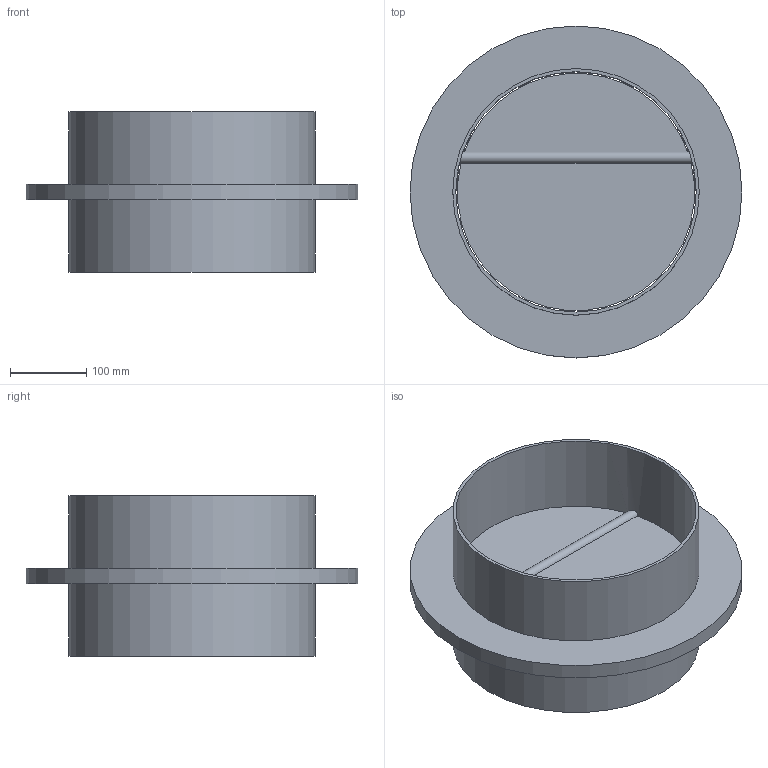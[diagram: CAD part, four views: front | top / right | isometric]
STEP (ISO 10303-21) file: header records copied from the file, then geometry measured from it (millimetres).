
FILE_DESCRIPTION (( 'STEP AP203' ), '1' );
FILE_NAME ('1SE2040_B523B-SERR-GRAVITA_40.STEP', '2022-03-10T13:25:16', ( '' ), ( '' ), 'SwSTEP 2.0', 'SolidWorks 2018', '' );
FILE_SCHEMA (( 'CONFIG_CONTROL_DESIGN' ));
Length unit declared in the file: millimetre
Products named in the file (1): 1SE2040_B523B-SERR-GRAVITA_40
Bounding box: 435 x 435 x 210 mm (x, y, z)
Volume: 2514751.7 mm3; surface area: 727870.9 mm2
Topology: 1 solids, 1 shells, 15 faces, 29 edges, 20 vertices
Faces by surface type: plane 8, cylinder 7
Full cylindrical faces by diameter (mm): 15 x1, 315 x1, 323 x2, 435 x1
Entity records: 627 total; most frequent: CARTESIAN_POINT 262, DIRECTION 60, ORIENTED_EDGE 44, AXIS2_PLACEMENT_3D 28, EDGE_LOOP 28, EDGE_CURVE 22, FACE_OUTER_BOUND 20, VERTEX_POINT 18
